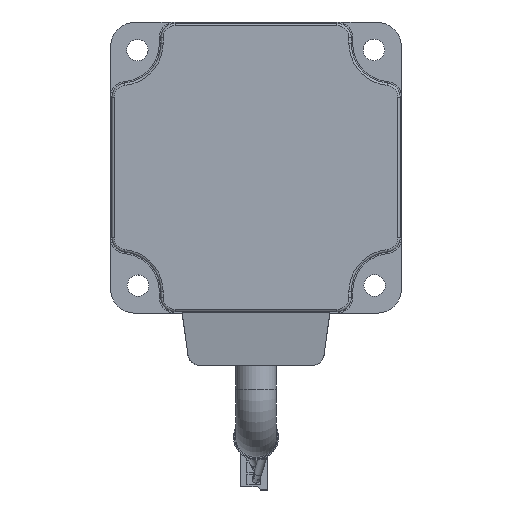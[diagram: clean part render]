
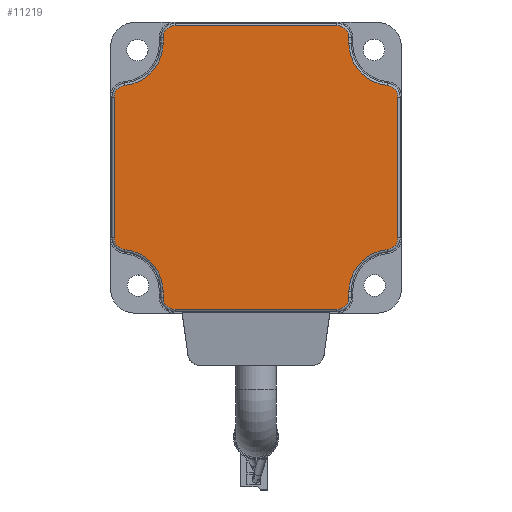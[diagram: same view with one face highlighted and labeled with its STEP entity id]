
A CAD part, top view. The second image highlights one B-rep face of the part: STEP entity #11219.
In plain terms, the highlighted planar face has unit normal (0, 0, 1).
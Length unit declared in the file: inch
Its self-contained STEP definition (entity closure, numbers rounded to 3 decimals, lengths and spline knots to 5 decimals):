
#10360=CARTESIAN_POINT('',(0.66929,1.17126,1.33858));
#10361=VERTEX_POINT('',#10360);
#10369=CARTESIAN_POINT('',(0.76772,1.07283,1.33858));
#10370=VERTEX_POINT('',#10369);
#10371=CARTESIAN_POINT('',(0.66929,1.07283,1.33858));
#10372=DIRECTION('',(0.0,0.0,-1.0));
#10373=DIRECTION('',(0.707,0.707,0.0));
#10374=AXIS2_PLACEMENT_3D('',#10371,#10372,#10373);
#10375=CIRCLE('',#10374,0.09843);
#10376=EDGE_CURVE('',#10361,#10370,#10375,.T.);
#10402=CARTESIAN_POINT('',(0.76772,1.02773,1.33858));
#10403=VERTEX_POINT('',#10402);
#10420=CARTESIAN_POINT('',(0.76772,1.07283,1.33858));
#10421=DIRECTION('',(0.,-1.0,0.0));
#10422=VECTOR('',#10421,0.0451);
#10423=LINE('',#10420,#10422);
#10424=EDGE_CURVE('',#10370,#10403,#10423,.T.);
#10434=CARTESIAN_POINT('',(1.08276,0.67912,1.33858));
#10435=VERTEX_POINT('',#10434);
#10453=CARTESIAN_POINT('',(1.11811,1.02773,1.33858));
#10454=DIRECTION('',(0.0,0.0,1.0));
#10455=DIRECTION('',(-0.742,-0.67,0.0));
#10456=AXIS2_PLACEMENT_3D('',#10453,#10454,#10455);
#10457=CIRCLE('',#10456,0.35039);
#10458=EDGE_CURVE('',#10403,#10435,#10457,.T.);
#10468=CARTESIAN_POINT('',(1.17126,0.5812,1.33858));
#10469=VERTEX_POINT('',#10468);
#10487=CARTESIAN_POINT('',(1.07283,0.5812,1.33858));
#10488=DIRECTION('',(0.0,0.0,-1.0));
#10489=DIRECTION('',(0.742,0.67,0.0));
#10490=AXIS2_PLACEMENT_3D('',#10487,#10488,#10489);
#10491=CIRCLE('',#10490,0.09843);
#10492=EDGE_CURVE('',#10435,#10469,#10491,.T.);
#10502=CARTESIAN_POINT('',(1.17126,-0.5812,1.33858));
#10503=VERTEX_POINT('',#10502);
#10520=CARTESIAN_POINT('',(1.17126,0.5812,1.33858));
#10521=DIRECTION('',(0.0,-1.0,0.0));
#10522=VECTOR('',#10521,1.1624);
#10523=LINE('',#10520,#10522);
#10524=EDGE_CURVE('',#10469,#10503,#10523,.T.);
#10534=CARTESIAN_POINT('',(1.08276,-0.67912,1.33858));
#10535=VERTEX_POINT('',#10534);
#10553=CARTESIAN_POINT('',(1.07283,-0.5812,1.33858));
#10554=DIRECTION('',(0.0,0.0,-1.0));
#10555=DIRECTION('',(0.742,-0.67,0.0));
#10556=AXIS2_PLACEMENT_3D('',#10553,#10554,#10555);
#10557=CIRCLE('',#10556,0.09843);
#10558=EDGE_CURVE('',#10503,#10535,#10557,.T.);
#10568=CARTESIAN_POINT('',(0.76772,-1.02773,1.33858));
#10569=VERTEX_POINT('',#10568);
#10587=CARTESIAN_POINT('',(1.11811,-1.02773,1.33858));
#10588=DIRECTION('',(0.0,0.0,1.0));
#10589=DIRECTION('',(-0.742,0.67,0.0));
#10590=AXIS2_PLACEMENT_3D('',#10587,#10588,#10589);
#10591=CIRCLE('',#10590,0.35039);
#10592=EDGE_CURVE('',#10535,#10569,#10591,.T.);
#10602=CARTESIAN_POINT('',(0.76772,-1.07283,1.33858));
#10603=VERTEX_POINT('',#10602);
#10620=CARTESIAN_POINT('',(0.76772,-1.02773,1.33858));
#10621=DIRECTION('',(0.,-1.0,0.0));
#10622=VECTOR('',#10621,0.0451);
#10623=LINE('',#10620,#10622);
#10624=EDGE_CURVE('',#10569,#10603,#10623,.T.);
#10634=CARTESIAN_POINT('',(0.66929,-1.17126,1.33858));
#10635=VERTEX_POINT('',#10634);
#10653=CARTESIAN_POINT('',(0.66929,-1.07283,1.33858));
#10654=DIRECTION('',(0.0,0.0,-1.0));
#10655=DIRECTION('',(0.707,-0.707,0.0));
#10656=AXIS2_PLACEMENT_3D('',#10653,#10654,#10655);
#10657=CIRCLE('',#10656,0.09843);
#10658=EDGE_CURVE('',#10603,#10635,#10657,.T.);
#10668=CARTESIAN_POINT('',(-0.66929,-1.17126,1.33858));
#10669=VERTEX_POINT('',#10668);
#10686=CARTESIAN_POINT('',(0.66929,-1.17126,1.33858));
#10687=DIRECTION('',(-1.0,0.,0.0));
#10688=VECTOR('',#10687,1.33858);
#10689=LINE('',#10686,#10688);
#10690=EDGE_CURVE('',#10635,#10669,#10689,.T.);
#10700=CARTESIAN_POINT('',(-0.76772,-1.07283,1.33858));
#10701=VERTEX_POINT('',#10700);
#10719=CARTESIAN_POINT('',(-0.66929,-1.07283,1.33858));
#10720=DIRECTION('',(0.0,0.0,-1.0));
#10721=DIRECTION('',(-0.707,-0.707,0.0));
#10722=AXIS2_PLACEMENT_3D('',#10719,#10720,#10721);
#10723=CIRCLE('',#10722,0.09843);
#10724=EDGE_CURVE('',#10669,#10701,#10723,.T.);
#10734=CARTESIAN_POINT('',(-0.76772,-1.02773,1.33858));
#10735=VERTEX_POINT('',#10734);
#10752=CARTESIAN_POINT('',(-0.76772,-1.07283,1.33858));
#10753=DIRECTION('',(0.,1.0,0.0));
#10754=VECTOR('',#10753,0.0451);
#10755=LINE('',#10752,#10754);
#10756=EDGE_CURVE('',#10701,#10735,#10755,.T.);
#10766=CARTESIAN_POINT('',(-1.08276,-0.67912,1.33858));
#10767=VERTEX_POINT('',#10766);
#10785=CARTESIAN_POINT('',(-1.11811,-1.02773,1.33858));
#10786=DIRECTION('',(0.0,0.0,1.0));
#10787=DIRECTION('',(0.742,0.67,0.0));
#10788=AXIS2_PLACEMENT_3D('',#10785,#10786,#10787);
#10789=CIRCLE('',#10788,0.35039);
#10790=EDGE_CURVE('',#10735,#10767,#10789,.T.);
#10800=CARTESIAN_POINT('',(-1.17126,-0.5812,1.33858));
#10801=VERTEX_POINT('',#10800);
#10819=CARTESIAN_POINT('',(-1.07283,-0.5812,1.33858));
#10820=DIRECTION('',(0.0,0.0,-1.0));
#10821=DIRECTION('',(-0.742,-0.67,0.0));
#10822=AXIS2_PLACEMENT_3D('',#10819,#10820,#10821);
#10823=CIRCLE('',#10822,0.09843);
#10824=EDGE_CURVE('',#10767,#10801,#10823,.T.);
#10834=CARTESIAN_POINT('',(-1.17126,0.5812,1.33858));
#10835=VERTEX_POINT('',#10834);
#10852=CARTESIAN_POINT('',(-1.17126,-0.5812,1.33858));
#10853=DIRECTION('',(0.0,1.0,0.0));
#10854=VECTOR('',#10853,1.1624);
#10855=LINE('',#10852,#10854);
#10856=EDGE_CURVE('',#10801,#10835,#10855,.T.);
#10866=CARTESIAN_POINT('',(-1.08276,0.67912,1.33858));
#10867=VERTEX_POINT('',#10866);
#10885=CARTESIAN_POINT('',(-1.07283,0.5812,1.33858));
#10886=DIRECTION('',(0.0,0.0,-1.0));
#10887=DIRECTION('',(-0.742,0.67,0.0));
#10888=AXIS2_PLACEMENT_3D('',#10885,#10886,#10887);
#10889=CIRCLE('',#10888,0.09843);
#10890=EDGE_CURVE('',#10835,#10867,#10889,.T.);
#10900=CARTESIAN_POINT('',(-0.76772,1.02773,1.33858));
#10901=VERTEX_POINT('',#10900);
#10919=CARTESIAN_POINT('',(-1.11811,1.02773,1.33858));
#10920=DIRECTION('',(0.0,0.0,1.0));
#10921=DIRECTION('',(0.742,-0.67,0.0));
#10922=AXIS2_PLACEMENT_3D('',#10919,#10920,#10921);
#10923=CIRCLE('',#10922,0.35039);
#10924=EDGE_CURVE('',#10867,#10901,#10923,.T.);
#10934=CARTESIAN_POINT('',(-0.76772,1.07283,1.33858));
#10935=VERTEX_POINT('',#10934);
#10952=CARTESIAN_POINT('',(-0.76772,1.02773,1.33858));
#10953=DIRECTION('',(0.,1.0,0.0));
#10954=VECTOR('',#10953,0.0451);
#10955=LINE('',#10952,#10954);
#10956=EDGE_CURVE('',#10901,#10935,#10955,.T.);
#10966=CARTESIAN_POINT('',(-0.66929,1.17126,1.33858));
#10967=VERTEX_POINT('',#10966);
#10985=CARTESIAN_POINT('',(-0.66929,1.07283,1.33858));
#10986=DIRECTION('',(0.0,0.0,-1.0));
#10987=DIRECTION('',(-0.707,0.707,0.0));
#10988=AXIS2_PLACEMENT_3D('',#10985,#10986,#10987);
#10989=CIRCLE('',#10988,0.09843);
#10990=EDGE_CURVE('',#10935,#10967,#10989,.T.);
#11008=CARTESIAN_POINT('',(-0.66929,1.17126,1.33858));
#11009=DIRECTION('',(1.0,0.,0.0));
#11010=VECTOR('',#11009,1.33858);
#11011=LINE('',#11008,#11010);
#11012=EDGE_CURVE('',#10967,#10361,#11011,.T.);
#11192=CARTESIAN_POINT('',(0.,0.,1.33858));
#11193=DIRECTION('',(0.0,0.0,1.0));
#11194=DIRECTION('',(1.0,0.0,0.0));
#11195=AXIS2_PLACEMENT_3D('',#11192,#11193,#11194);
#11196=PLANE('',#11195);
#11197=ORIENTED_EDGE('',*,*,#10376,.F.);
#11198=ORIENTED_EDGE('',*,*,#11012,.F.);
#11199=ORIENTED_EDGE('',*,*,#10990,.F.);
#11200=ORIENTED_EDGE('',*,*,#10956,.F.);
#11201=ORIENTED_EDGE('',*,*,#10924,.F.);
#11202=ORIENTED_EDGE('',*,*,#10890,.F.);
#11203=ORIENTED_EDGE('',*,*,#10856,.F.);
#11204=ORIENTED_EDGE('',*,*,#10824,.F.);
#11205=ORIENTED_EDGE('',*,*,#10790,.F.);
#11206=ORIENTED_EDGE('',*,*,#10756,.F.);
#11207=ORIENTED_EDGE('',*,*,#10724,.F.);
#11208=ORIENTED_EDGE('',*,*,#10690,.F.);
#11209=ORIENTED_EDGE('',*,*,#10658,.F.);
#11210=ORIENTED_EDGE('',*,*,#10624,.F.);
#11211=ORIENTED_EDGE('',*,*,#10592,.F.);
#11212=ORIENTED_EDGE('',*,*,#10558,.F.);
#11213=ORIENTED_EDGE('',*,*,#10524,.F.);
#11214=ORIENTED_EDGE('',*,*,#10492,.F.);
#11215=ORIENTED_EDGE('',*,*,#10458,.F.);
#11216=ORIENTED_EDGE('',*,*,#10424,.F.);
#11217=EDGE_LOOP('',(#11197,#11198,#11199,#11200,#11201,#11202,#11203,#11204,#11205,#11206,#11207,#11208,#11209,#11210,#11211,#11212,#11213,#11214,#11215,#11216));
#11218=FACE_OUTER_BOUND('',#11217,.T.);
#11219=ADVANCED_FACE('',(#11218),#11196,.T.);
